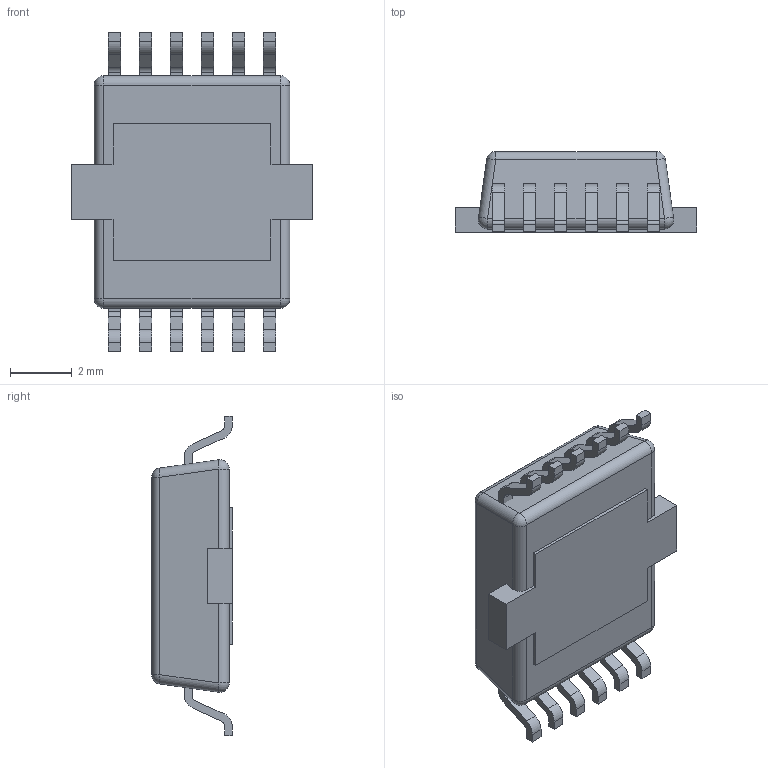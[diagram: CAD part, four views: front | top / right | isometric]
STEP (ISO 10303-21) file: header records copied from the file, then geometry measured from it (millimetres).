
FILE_DESCRIPTION( ( '' ), ' ' );
FILE_NAME( '5a2a93ef9e6cf1103f73289e.step', '2017-12-08T13:30:24', ( '' ), ( '' ), ' ', ' ', ' ' );
FILE_SCHEMA( ( 'AUTOMOTIVE_DESIGN { 1 0 10303 214 1 1 1 1 }' ) );
Length unit declared in the file: metre
Products named in the file (14): Part 14; Part 13; Part 12; Part 11; Part 10; Part 9; Part 8; Part 7; Part 6; Part 5; Part 4; Part 3; Part 2; Part 1
Bounding box: 7.8 x 2.6 x 10.3 mm (x, y, z)
Volume: 116.4 mm3; surface area: 275.5 mm2
Topology: 14 solids, 14 shells, 224 faces, 569 edges, 370 vertices
Faces by surface type: plane 153, cylinder 63, sphere 8
Full cylindrical faces by diameter (mm): 0.5 x1
Entity records: 8572 total; most frequent: CARTESIAN_POINT 1164, DIRECTION 1162, ORIENTED_EDGE 1120, EDGE_CURVE 560, LINE 434, VECTOR 434, VERTEX_POINT 366, AXIS2_PLACEMENT_3D 364
